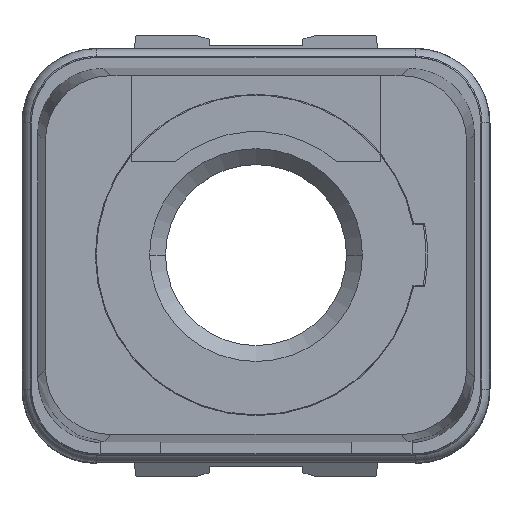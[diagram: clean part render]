
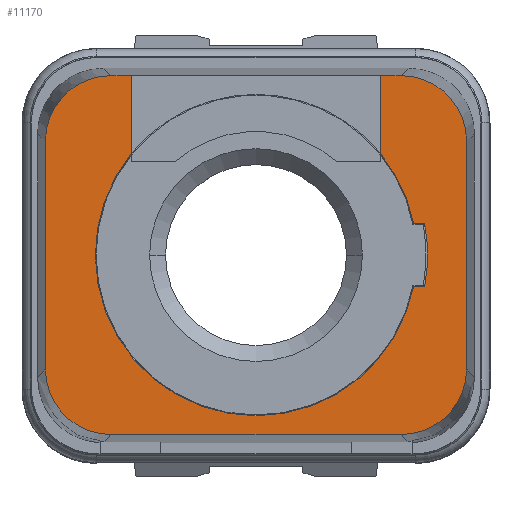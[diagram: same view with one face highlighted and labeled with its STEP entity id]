
A CAD part, top view. The second image highlights one B-rep face of the part: STEP entity #11170.
In plain terms, the highlighted planar face has unit normal (0, 0, 1).
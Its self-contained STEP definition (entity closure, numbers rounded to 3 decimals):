
#3862=DIRECTION('',(0.,-1.,0.));
#3863=VECTOR('',#3862,2.506);
#3864=CARTESIAN_POINT('',(-4.,5.75,10.12));
#3865=LINE('',#3864,#3863);
#3866=CARTESIAN_POINT('',(0.,0.,10.12));
#3867=DIRECTION('',(0.,0.,1.));
#3868=DIRECTION('',(-0.777,0.63,0.));
#3869=AXIS2_PLACEMENT_3D('',#3866,#3867,#3868);
#3871=CARTESIAN_POINT('',(0.,0.,10.12));
#3872=DIRECTION('',(0.,0.,1.));
#3873=DIRECTION('',(0.,-1.,0.));
#3874=AXIS2_PLACEMENT_3D('',#3871,#3872,#3873);
#3876=DIRECTION('',(1.,0.,0.));
#3877=VECTOR('',#3876,0.356);
#3878=CARTESIAN_POINT('',(5.052,-1.,10.12));
#3879=LINE('',#3878,#3877);
#3880=CARTESIAN_POINT('',(0.,0.,10.12));
#3881=DIRECTION('',(0.,0.,1.));
#3882=DIRECTION('',(0.983,-0.182,0.));
#3883=AXIS2_PLACEMENT_3D('',#3880,#3881,#3882);
#3885=DIRECTION('',(-1.,0.,0.));
#3886=VECTOR('',#3885,0.356);
#3887=CARTESIAN_POINT('',(5.408,1.,10.12));
#3888=LINE('',#3887,#3886);
#3889=CARTESIAN_POINT('',(0.,0.,10.12));
#3890=DIRECTION('',(0.,0.,1.));
#3891=DIRECTION('',(0.981,0.194,0.));
#3892=AXIS2_PLACEMENT_3D('',#3889,#3890,#3891);
#3894=DIRECTION('',(0.,-1.,0.));
#3895=VECTOR('',#3894,2.506);
#3896=CARTESIAN_POINT('',(4.,5.75,10.12));
#3897=LINE('',#3896,#3895);
#3898=DIRECTION('',(-1.,0.,0.));
#3899=VECTOR('',#3898,0.65);
#3900=CARTESIAN_POINT('',(4.65,5.75,10.12));
#3901=LINE('',#3900,#3899);
#3902=CARTESIAN_POINT('',(4.65,3.65,10.12));
#3903=DIRECTION('',(0.,0.,1.));
#3904=DIRECTION('',(1.,0.,0.));
#3905=AXIS2_PLACEMENT_3D('',#3902,#3903,#3904);
#3907=DIRECTION('',(0.,1.,0.));
#3908=VECTOR('',#3907,7.3);
#3909=CARTESIAN_POINT('',(6.75,-3.65,10.12));
#3910=LINE('',#3909,#3908);
#3911=CARTESIAN_POINT('',(4.65,-3.65,10.12));
#3912=DIRECTION('',(0.,0.,1.));
#3913=DIRECTION('',(0.,-1.,0.));
#3914=AXIS2_PLACEMENT_3D('',#3911,#3912,#3913);
#3916=DIRECTION('',(1.,0.,0.));
#3917=VECTOR('',#3916,9.3);
#3918=CARTESIAN_POINT('',(-4.65,-5.75,10.12));
#3919=LINE('',#3918,#3917);
#3920=CARTESIAN_POINT('',(-4.65,-3.65,10.12));
#3921=DIRECTION('',(0.,0.,1.));
#3922=DIRECTION('',(-1.,0.,0.));
#3923=AXIS2_PLACEMENT_3D('',#3920,#3921,#3922);
#3925=DIRECTION('',(0.,-1.,0.));
#3926=VECTOR('',#3925,7.3);
#3927=CARTESIAN_POINT('',(-6.75,3.65,10.12));
#3928=LINE('',#3927,#3926);
#3929=CARTESIAN_POINT('',(-4.65,3.65,10.12));
#3930=DIRECTION('',(0.,0.,1.));
#3931=DIRECTION('',(0.,1.,0.));
#3932=AXIS2_PLACEMENT_3D('',#3929,#3930,#3931);
#3934=DIRECTION('',(-1.,0.,0.));
#3935=VECTOR('',#3934,0.65);
#3936=CARTESIAN_POINT('',(-4.,5.75,10.12));
#3937=LINE('',#3936,#3935);
#5194=CARTESIAN_POINT('',(-6.75,3.65,10.12));
#5195=CARTESIAN_POINT('',(-6.75,-3.65,10.12));
#5196=VERTEX_POINT('',#5194);
#5197=VERTEX_POINT('',#5195);
#5198=CARTESIAN_POINT('',(-4.65,-5.75,10.12));
#5199=VERTEX_POINT('',#5198);
#5200=CARTESIAN_POINT('',(4.65,-5.75,10.12));
#5201=VERTEX_POINT('',#5200);
#5202=CARTESIAN_POINT('',(6.75,-3.65,10.12));
#5203=VERTEX_POINT('',#5202);
#5204=CARTESIAN_POINT('',(6.75,3.65,10.12));
#5205=VERTEX_POINT('',#5204);
#5206=CARTESIAN_POINT('',(4.65,5.75,10.12));
#5207=VERTEX_POINT('',#5206);
#5208=CARTESIAN_POINT('',(-4.65,5.75,10.12));
#5209=VERTEX_POINT('',#5208);
#5546=CARTESIAN_POINT('',(5.052,-1.,10.12));
#5547=CARTESIAN_POINT('',(5.408,-1.,10.12));
#5548=VERTEX_POINT('',#5546);
#5549=VERTEX_POINT('',#5547);
#5550=CARTESIAN_POINT('',(5.408,1.,10.12));
#5551=VERTEX_POINT('',#5550);
#5552=CARTESIAN_POINT('',(5.052,1.,10.12));
#5553=VERTEX_POINT('',#5552);
#5558=CARTESIAN_POINT('',(0.,-5.15,10.12));
#5559=VERTEX_POINT('',#5558);
#6253=CARTESIAN_POINT('',(-4.,5.75,10.12));
#6254=CARTESIAN_POINT('',(-4.,3.244,10.12));
#6255=VERTEX_POINT('',#6253);
#6256=VERTEX_POINT('',#6254);
#6257=CARTESIAN_POINT('',(4.,5.75,10.12));
#6258=CARTESIAN_POINT('',(4.,3.244,10.12));
#6259=VERTEX_POINT('',#6257);
#6260=VERTEX_POINT('',#6258);
#11133=CARTESIAN_POINT('',(0.,0.,10.12));
#11134=DIRECTION('',(0.,0.,1.));
#11135=DIRECTION('',(1.,0.,0.));
#11136=AXIS2_PLACEMENT_3D('',#11133,#11134,#11135);
#11137=PLANE('',#11136);
#11138=ORIENTED_EDGE('',*,*,#11119,.T.);
#11140=ORIENTED_EDGE('',*,*,#11139,.T.);
#11142=ORIENTED_EDGE('',*,*,#11141,.T.);
#11144=ORIENTED_EDGE('',*,*,#11143,.T.);
#11146=ORIENTED_EDGE('',*,*,#11145,.T.);
#11148=ORIENTED_EDGE('',*,*,#11147,.T.);
#11150=ORIENTED_EDGE('',*,*,#11149,.T.);
#11152=ORIENTED_EDGE('',*,*,#11151,.F.);
#11154=ORIENTED_EDGE('',*,*,#11153,.F.);
#11156=ORIENTED_EDGE('',*,*,#11155,.F.);
#11158=ORIENTED_EDGE('',*,*,#11157,.F.);
#11159=ORIENTED_EDGE('',*,*,#6537,.F.);
#11160=ORIENTED_EDGE('',*,*,#6417,.F.);
#11161=ORIENTED_EDGE('',*,*,#6385,.F.);
#11163=ORIENTED_EDGE('',*,*,#11162,.F.);
#11165=ORIENTED_EDGE('',*,*,#11164,.F.);
#11167=ORIENTED_EDGE('',*,*,#11166,.F.);
#11168=EDGE_LOOP('',(#11138,#11140,#11142,#11144,#11146,#11148,#11150,#11152,
#11154,#11156,#11158,#11159,#11160,#11161,#11163,#11165,#11167));
#11169=FACE_OUTER_BOUND('',#11168,.F.);
#11170=ADVANCED_FACE('',(#11169),#11137,.T.);
#3870=CIRCLE('',#3869,5.15);
#3875=CIRCLE('',#3874,5.15);
#3884=CIRCLE('',#3883,5.5);
#3893=CIRCLE('',#3892,5.15);
#3906=CIRCLE('',#3905,2.1);
#3915=CIRCLE('',#3914,2.1);
#3924=CIRCLE('',#3923,2.1);
#3933=CIRCLE('',#3932,2.1);
#6385=EDGE_CURVE('',#5197,#5199,#3924,.T.);
#6417=EDGE_CURVE('',#5199,#5201,#3919,.T.);
#6537=EDGE_CURVE('',#5201,#5203,#3915,.T.);
#11119=EDGE_CURVE('',#6255,#6256,#3865,.T.);
#11139=EDGE_CURVE('',#6256,#5559,#3870,.T.);
#11141=EDGE_CURVE('',#5559,#5548,#3875,.T.);
#11143=EDGE_CURVE('',#5548,#5549,#3879,.T.);
#11145=EDGE_CURVE('',#5549,#5551,#3884,.T.);
#11147=EDGE_CURVE('',#5551,#5553,#3888,.T.);
#11149=EDGE_CURVE('',#5553,#6260,#3893,.T.);
#11151=EDGE_CURVE('',#6259,#6260,#3897,.T.);
#11153=EDGE_CURVE('',#5207,#6259,#3901,.T.);
#11155=EDGE_CURVE('',#5205,#5207,#3906,.T.);
#11157=EDGE_CURVE('',#5203,#5205,#3910,.T.);
#11162=EDGE_CURVE('',#5196,#5197,#3928,.T.);
#11164=EDGE_CURVE('',#5209,#5196,#3933,.T.);
#11166=EDGE_CURVE('',#6255,#5209,#3937,.T.);
